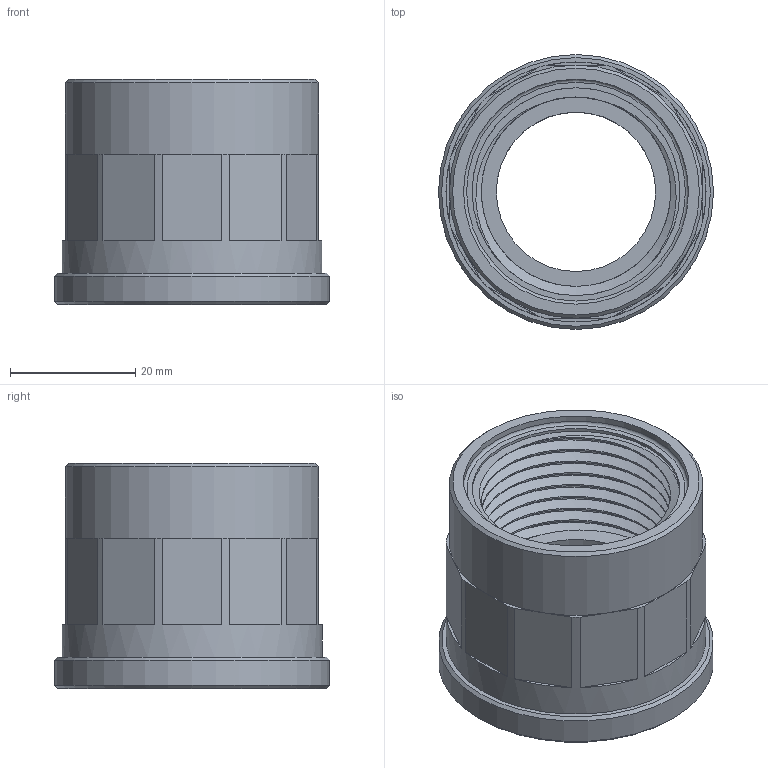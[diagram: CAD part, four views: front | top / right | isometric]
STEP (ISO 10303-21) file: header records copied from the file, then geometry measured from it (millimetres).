
FILE_DESCRIPTION(/* description */ (''),/* implementation_level */ '2;1');
FILE_NAME(/* name */ 'AF0600.EIG.032.step',/* time_stamp */ '2026-01-07T09:36:21+01:00',/* author */ (''),/* organization */ (''),/* preprocessor_version */ 'ST-DEVELOPER v20.1',/* originating_system */ 'Autodesk Translation Framework v14.21.0.0',/* authorisation */ '');
FILE_SCHEMA (('AUTOMOTIVE_DESIGN { 1 0 10303 214 3 1 1 }'));
Length unit declared in the file: millimetre
Products named in the file (1): 2026-01-07-08-32-19-759
Bounding box: 44 x 44 x 36 mm (x, y, z)
Volume: 23545.8 mm3; surface area: 11319 mm2
Topology: 1 solids, 1 shells, 71 faces, 183 edges, 117 vertices
Faces by surface type: plane 42, cylinder 23, cone 3, bspline 2, torus 1
Full cylindrical faces by diameter (mm): 25.5 x1, 30.291 x7, 33.249 x8, 36 x1, 40.5 x1, 41.6 x1, 44 x1
Entity records: 6574 total; most frequent: CARTESIAN_POINT 4833, ORIENTED_EDGE 366, DIRECTION 341, EDGE_CURVE 183, AXIS2_PLACEMENT_3D 128, VERTEX_POINT 117, LINE 85, VECTOR 85
